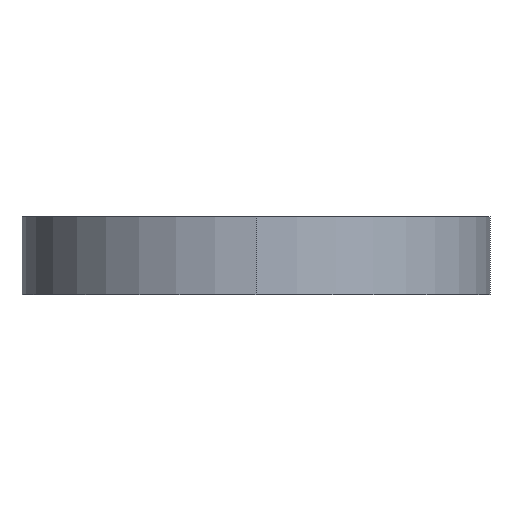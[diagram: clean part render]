
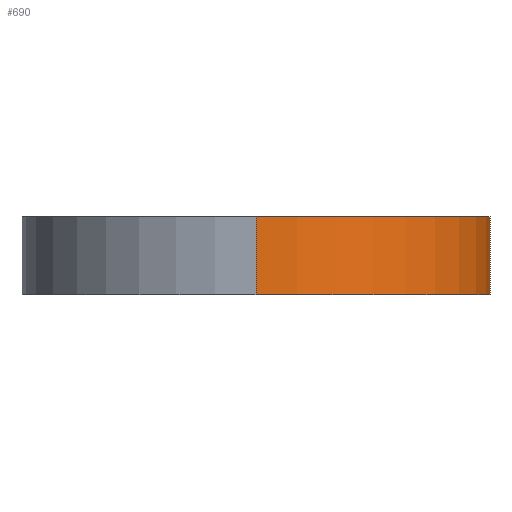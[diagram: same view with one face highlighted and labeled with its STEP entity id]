
A CAD part, left-side view. The second image highlights one B-rep face of the part: STEP entity #690.
In plain terms, the highlighted cylindrical face has radius 12 mm (diameter 24 mm), a partial arc.
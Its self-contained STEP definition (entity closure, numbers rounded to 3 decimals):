
#11 = AXIS2_PLACEMENT_3D ( 'NONE', #428, #899, #40 ) ;
#40 = DIRECTION ( 'NONE',  ( -1., 0., 0. ) ) ;
#44 = CIRCLE ( 'NONE', #159, 12. ) ;
#46 = VECTOR ( 'NONE', #243, 1000. ) ;
#99 = DIRECTION ( 'NONE',  ( 0., 0., -1. ) ) ;
#159 = AXIS2_PLACEMENT_3D ( 'NONE', #823, #290, #831 ) ;
#169 = CARTESIAN_POINT ( 'NONE',  ( -12., 0., 4. ) ) ;
#184 = EDGE_LOOP ( 'NONE', ( #463, #325, #901, #624 ) ) ;
#185 = LINE ( 'NONE', #169, #46 ) ;
#193 = DIRECTION ( 'NONE',  ( 0., 0., 1. ) ) ;
#243 = DIRECTION ( 'NONE',  ( 0., 0., -1. ) ) ;
#290 = DIRECTION ( 'NONE',  ( 0., 0., 1. ) ) ;
#325 = ORIENTED_EDGE ( 'NONE', *, *, #973, .T. ) ;
#381 = AXIS2_PLACEMENT_3D ( 'NONE', #912, #193, #682 ) ;
#401 = VECTOR ( 'NONE', #99, 1000. ) ;
#421 = VERTEX_POINT ( 'NONE', #708 ) ;
#428 = CARTESIAN_POINT ( 'NONE',  ( 0., 0., 4. ) ) ;
#440 = CYLINDRICAL_SURFACE ( 'NONE', #11, 12. ) ;
#463 = ORIENTED_EDGE ( 'NONE', *, *, #765, .F. ) ;
#574 = CARTESIAN_POINT ( 'NONE',  ( -12., 0., 0. ) ) ;
#624 = ORIENTED_EDGE ( 'NONE', *, *, #985, .F. ) ;
#659 = VERTEX_POINT ( 'NONE', #965 ) ;
#663 = VERTEX_POINT ( 'NONE', #574 ) ;
#682 = DIRECTION ( 'NONE',  ( 1., 0., 0. ) ) ;
#690 = ADVANCED_FACE ( 'NONE', ( #764 ), #440, .T. ) ;
#708 = CARTESIAN_POINT ( 'NONE',  ( -12., 0., 4. ) ) ;
#718 = CARTESIAN_POINT ( 'NONE',  ( 0., -12., 4. ) ) ;
#757 = EDGE_CURVE ( 'NONE', #663, #880, #832, .T. ) ;
#764 = FACE_OUTER_BOUND ( 'NONE', #184, .T. ) ;
#765 = EDGE_CURVE ( 'NONE', #421, #659, #44, .T. ) ;
#823 = CARTESIAN_POINT ( 'NONE',  ( 0., 0., 4. ) ) ;
#831 = DIRECTION ( 'NONE',  ( 1., 0., 0. ) ) ;
#832 = CIRCLE ( 'NONE', #381, 12. ) ;
#880 = VERTEX_POINT ( 'NONE', #1008 ) ;
#899 = DIRECTION ( 'NONE',  ( 0., 0., -1. ) ) ;
#901 = ORIENTED_EDGE ( 'NONE', *, *, #757, .T. ) ;
#912 = CARTESIAN_POINT ( 'NONE',  ( 0., 0., 0. ) ) ;
#947 = LINE ( 'NONE', #718, #401 ) ;
#965 = CARTESIAN_POINT ( 'NONE',  ( 0., -12., 4. ) ) ;
#973 = EDGE_CURVE ( 'NONE', #421, #663, #185, .T. ) ;
#985 = EDGE_CURVE ( 'NONE', #659, #880, #947, .T. ) ;
#1008 = CARTESIAN_POINT ( 'NONE',  ( 0., -12., 0. ) ) ;
